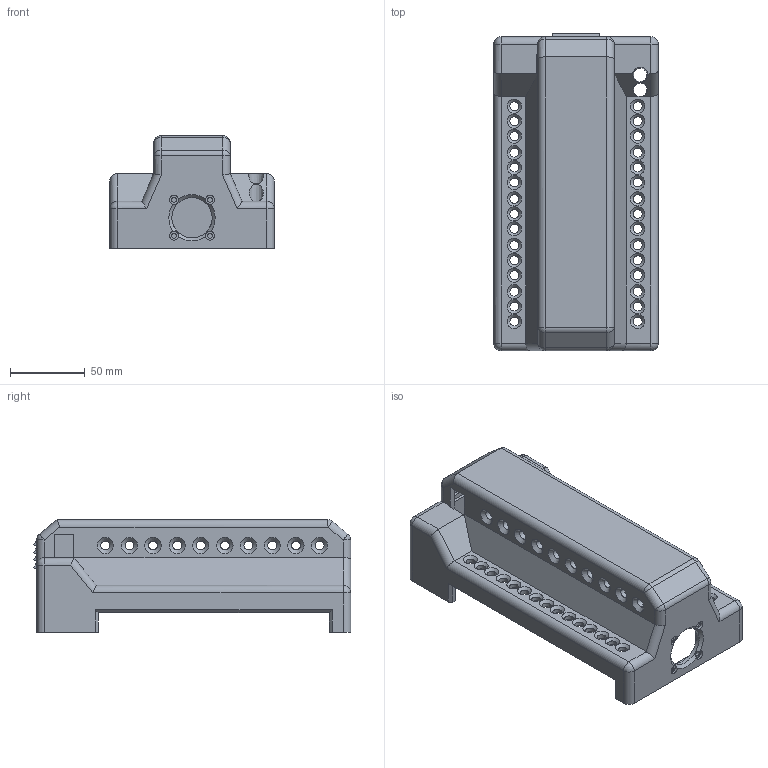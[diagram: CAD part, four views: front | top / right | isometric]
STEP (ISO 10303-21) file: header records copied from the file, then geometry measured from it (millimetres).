
FILE_DESCRIPTION( ( '' ), ' ' );
FILE_NAME( '5923503ffe7a9c10afddaa29.step', '2017-05-22T20:55:30', ( '' ), ( '' ), ' ', ' ', ' ' );
FILE_SCHEMA( ( 'AUTOMOTIVE_DESIGN { 1 0 10303 214 1 1 1 1 }' ) );
Length unit declared in the file: metre
Products named in the file (1): SmartM Housing - Part 2
Bounding box: 110 x 212.3 x 75.5 mm (x, y, z)
Volume: 295661.8 mm3; surface area: 131357.5 mm2
Topology: 1 solids, 1 shells, 529 faces, 1447 edges, 921 vertices
Faces by surface type: plane 317, cylinder 126, cone 74, sphere 10, bspline 2
Full cylindrical faces by diameter (mm): 3.3 x12, 5.9 x20, 6 x34, 27 x1
Entity records: 20319 total; most frequent: CARTESIAN_POINT 3022, DIRECTION 2661, ORIENTED_EDGE 2554, EDGE_CURVE 1277, LINE 895, VECTOR 895, AXIS2_PLACEMENT_3D 883, VERTEX_POINT 878
